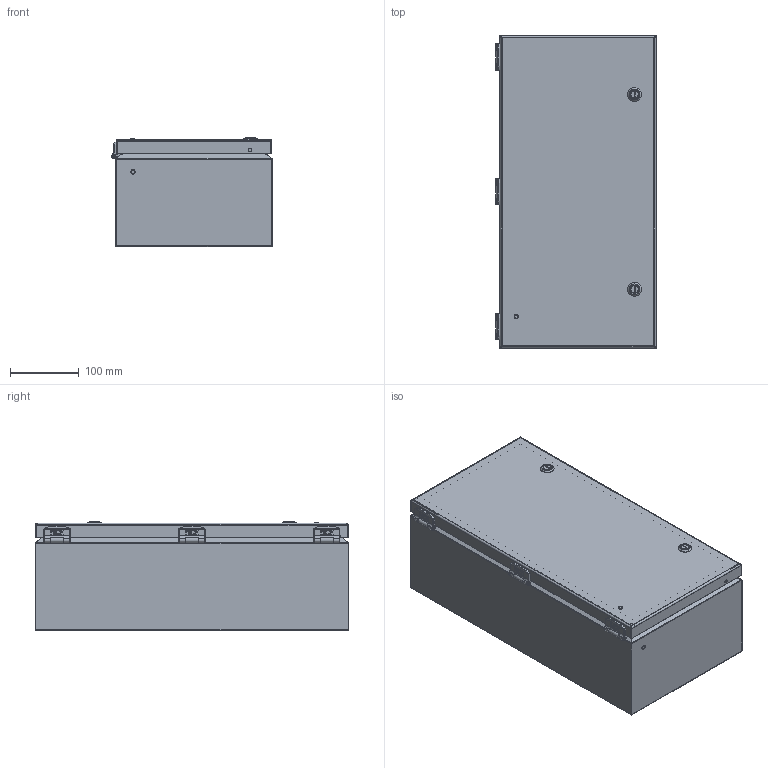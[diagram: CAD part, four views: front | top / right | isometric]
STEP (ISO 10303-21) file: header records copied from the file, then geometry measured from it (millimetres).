
FILE_DESCRIPTION (( 'STEP AP214' ), '1' );
FILE_NAME ('SCE-L9186ELJ.STEP', '2023-03-21T16:00:02', ( '' ), ( '' ), 'SwSTEP 2.0', 'SolidWorks 2021', '' );
FILE_SCHEMA (( 'AUTOMOTIVE_DESIGN' ));
Length unit declared in the file: inch
Products named in the file (1): SCE-L9186ELJ
Bounding box: 234.18 x 457.3 x 159.92 mm (x, y, z)
Volume: 1113726.5 mm3; surface area: 1385139.5 mm2
Topology: 49 solids, 49 shells, 2763 faces, 6886 edges, 4076 vertices
Faces by surface type: plane 1134, cylinder 691, bspline 689, torus 120, sphere 69, cone 60
Full cylindrical faces by diameter (mm): 3.81 x3, 3.962 x3, 4.013 x9, 4.166 x3, 4.318 x3, 4.42 x3, 4.763 x2, 4.775 x8, 4.826 x8, 4.902 x1, 5.08 x2, 5.537 x2, 6.058 x2, 6.35 x10, 6.463 x2, 6.502 x2, 6.604 x3, 6.756 x3, 6.824 x2, 7.112 x6, 7.167 x2, 7.216 x8, 7.874 x2, 8.28 x2, 8.89 x2, 9.474 x6, 10.922 x2, 11.684 x2, 12.065 x2, 12.17 x3
Entity records: 120268 total; most frequent: CARTESIAN_POINT 62863, ORIENTED_EDGE 12890, DIRECTION 9592, EDGE_CURVE 6445, VERTEX_POINT 4020, AXIS2_PLACEMENT_3D 3601, EDGE_LOOP 3109, FACE_OUTER_BOUND 2907
